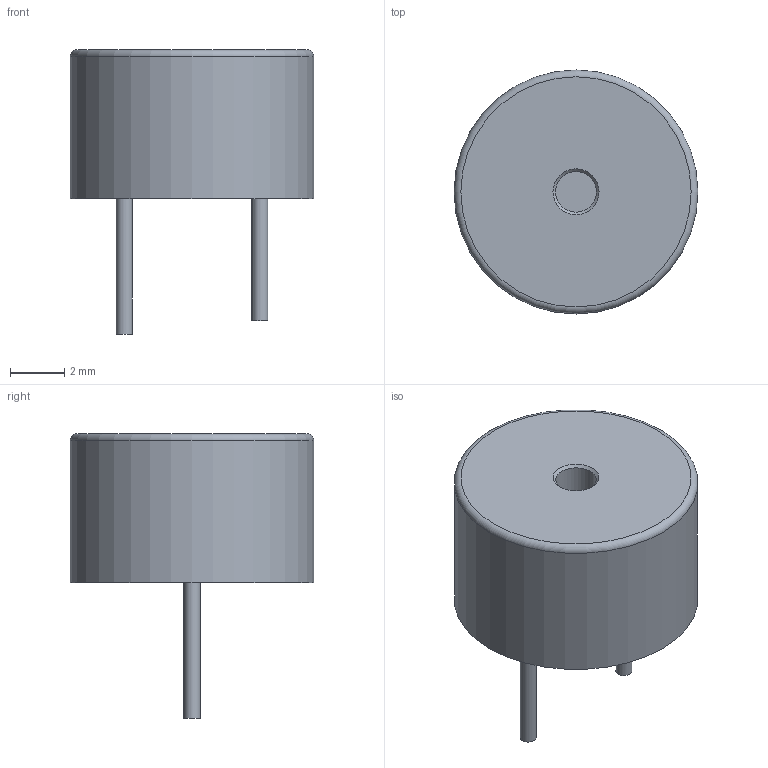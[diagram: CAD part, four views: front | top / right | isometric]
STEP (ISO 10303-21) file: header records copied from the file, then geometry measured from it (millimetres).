
FILE_DESCRIPTION(/* description */ (''),/* implementation_level */ '2;1');
FILE_NAME(/* name */ 'Buzzer_D9_H5.5.step',/* time_stamp */ '2021-03-11T20:45:51+03:00',/* author */ (''),/* organization */ (''),/* preprocessor_version */ 'ST-DEVELOPER v18.1',/* originating_system */ 'Autodesk Translation Framework v9.10.0.1330',/* authorisation */ '');
FILE_SCHEMA (('AUTOMOTIVE_DESIGN { 1 0 10303 214 3 1 1 }'));
Length unit declared in the file: millimetre
Products named in the file (1): Buzzer 9mm
Bounding box: 9 x 9 x 10.5 mm (x, y, z)
Volume: 338.8 mm3; surface area: 310.4 mm2
Topology: 1 solids, 1 shells, 13 faces, 19 edges, 12 vertices
Faces by surface type: plane 6, cylinder 5, torus 1, cone 1
Full cylindrical faces by diameter (mm): 0.6 x2, 1.5 x1, 8.3 x1, 9 x1
Entity records: 342 total; most frequent: DIRECTION 60, CARTESIAN_POINT 45, ORIENTED_EDGE 38, AXIS2_PLACEMENT_3D 27, EDGE_CURVE 19, EDGE_LOOP 17, FACE_OUTER_BOUND 13, CIRCLE 13
